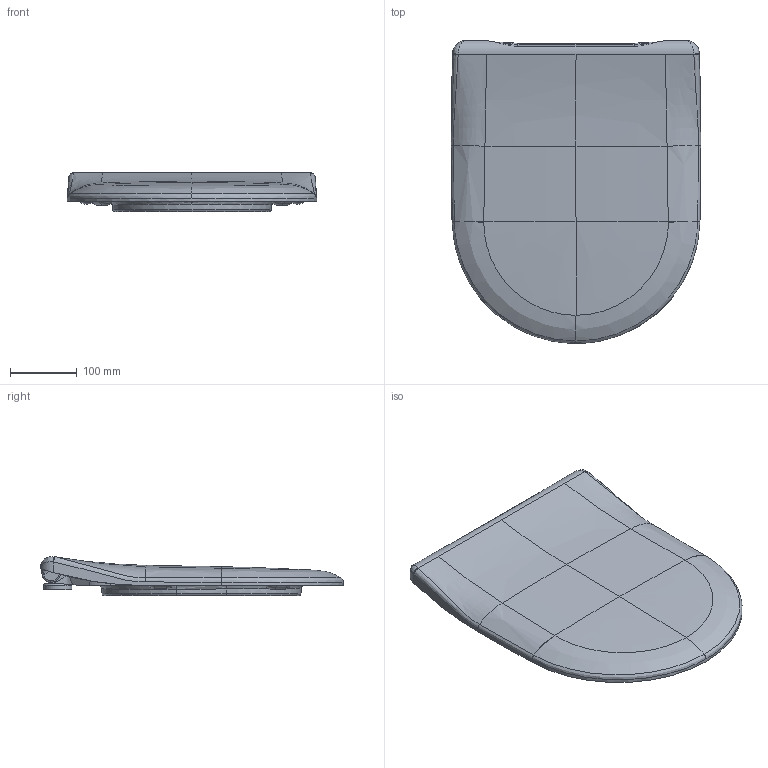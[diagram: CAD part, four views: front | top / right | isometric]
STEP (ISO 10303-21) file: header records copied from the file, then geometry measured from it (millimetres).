
FILE_DESCRIPTION(/* description */ (''),/* implementation_level */ '2;1');
FILE_NAME(/* name */ '8M30S1_8M53S1_9M65S1_9M70S1_9M87S1_WCS.stp',/* time_stamp */ '2021-10-20T11:25:51+02:00',/* author */ (''),/* organization */ (''),/* preprocessor_version */ 'ST-DEVELOPER v18.1',/* originating_system */ 'SIEMENS PLM Software NX 1973',/* authorisation */ '');
FILE_SCHEMA (('AUTOMOTIVE_DESIGN { 1 0 10303 214 3 1 1 1 }'));
Products named in the file (1): Muel613821549hrs
Bounding box: 373.98 x 454.5 x 58.49 mm (x, y, z)
Volume: 1523888.7 mm3; surface area: 572897.2 mm2
Topology: 10 solids, 10 shells, 559 faces, 1379 edges, 826 vertices
Faces by surface type: bspline 318, cylinder 112, plane 52, torus 27, cone 21, sphere 14, extrusion 9, revolution 6
Full cylindrical faces by diameter (mm): 8 x2, 8.2 x2, 18 x2, 21.9 x2, 38 x2, 40.4 x2, 42 x2
Entity records: 74397 total; most frequent: CARTESIAN_POINT 63959, ORIENTED_EDGE 2610, DIRECTION 1351, EDGE_CURVE 1305, VERTEX_POINT 799, B_SPLINE_CURVE_WITH_KNOTS 699, EDGE_LOOP 602, AXIS2_PLACEMENT_3D 583
